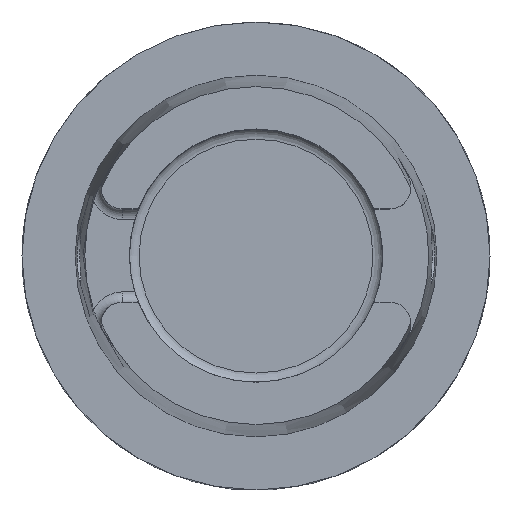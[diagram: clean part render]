
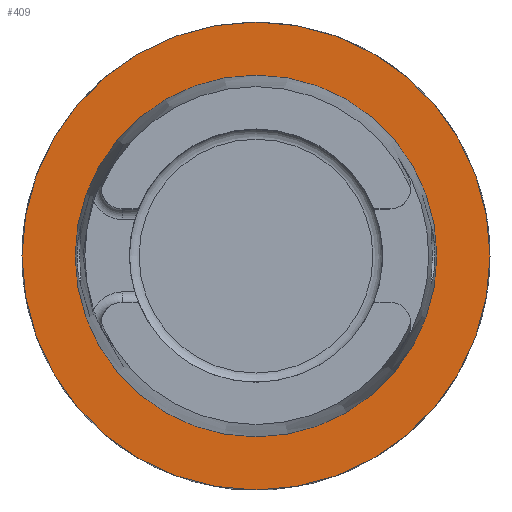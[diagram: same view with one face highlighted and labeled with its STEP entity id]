
A CAD part, top view. The second image highlights one B-rep face of the part: STEP entity #409.
In plain terms, the highlighted planar face has unit normal (0, 0, 1).
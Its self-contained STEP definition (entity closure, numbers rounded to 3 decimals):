
#63=PLANE('',#1426);
#164=CIRCLE('',#1389,31.47);
#182=CIRCLE('',#1424,24.321);
#409=ADVANCED_FACE('',(#492,#493),#63,.F.);
#492=FACE_BOUND('',#559,.T.);
#493=FACE_BOUND('',#560,.T.);
#559=EDGE_LOOP('',(#803));
#560=EDGE_LOOP('',(#804));
#803=ORIENTED_EDGE('',*,*,#1177,.T.);
#804=ORIENTED_EDGE('',*,*,#1253,.T.);
#1039=VERTEX_POINT('',#2287);
#1092=VERTEX_POINT('',#2582);
#1177=EDGE_CURVE('',#1039,#1039,#164,.T.);
#1253=EDGE_CURVE('',#1092,#1092,#182,.T.);
#1389=AXIS2_PLACEMENT_3D('',#2286,#1599,#1600);
#1424=AXIS2_PLACEMENT_3D('',#2581,#1707,#1708);
#1426=AXIS2_PLACEMENT_3D('',#2584,#1711,#1712);
#1599=DIRECTION('',(0.,0.,1.));
#1600=DIRECTION('',(1.,0.,0.));
#1707=DIRECTION('',(0.,0.,-1.));
#1708=DIRECTION('',(1.,0.,0.));
#1711=DIRECTION('',(0.,0.,-1.));
#1712=DIRECTION('',(1.,0.,0.));
#2286=CARTESIAN_POINT('',(0.,0.,0.));
#2287=CARTESIAN_POINT('',(31.47,0.,0.));
#2581=CARTESIAN_POINT('',(0.,0.,0.));
#2582=CARTESIAN_POINT('',(24.321,0.,0.));
#2584=CARTESIAN_POINT('',(0.,-25.43,0.));
